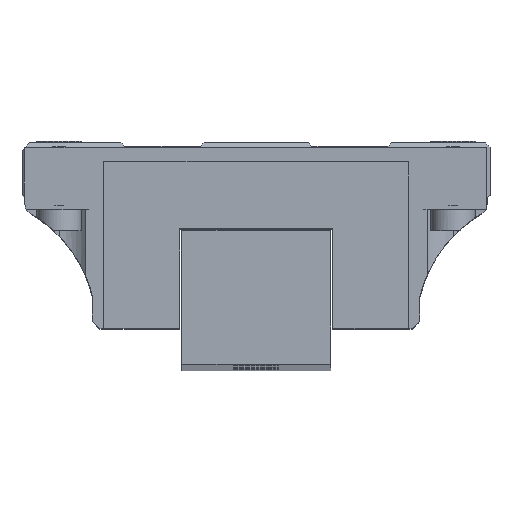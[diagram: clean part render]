
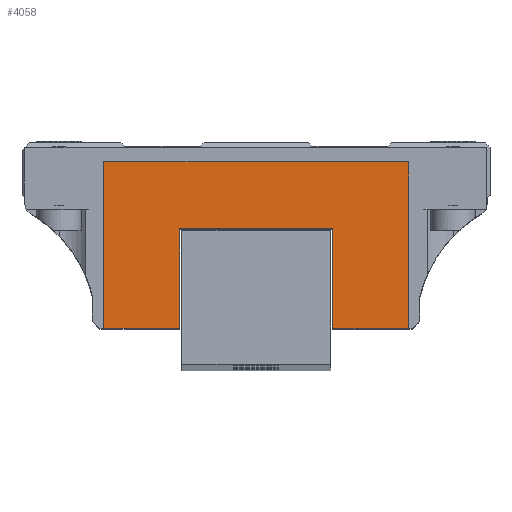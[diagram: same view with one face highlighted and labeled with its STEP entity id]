
A CAD part, top view. The second image highlights one B-rep face of the part: STEP entity #4058.
In plain terms, the highlighted planar face has unit normal (0, 0, 1).
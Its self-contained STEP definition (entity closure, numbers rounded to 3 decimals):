
#2109=DIRECTION('',(0.,-1.,0.));
#2110=VECTOR('',#2109,22.4);
#2111=CARTESIAN_POINT('',(-20.5,12.9,33.9));
#2112=LINE('',#2111,#2110);
#2113=DIRECTION('',(-1.,0.,0.));
#2114=VECTOR('',#2113,41.);
#2115=CARTESIAN_POINT('',(20.5,12.9,33.9));
#2116=LINE('',#2115,#2114);
#2117=DIRECTION('',(0.,1.,0.));
#2118=VECTOR('',#2117,22.4);
#2119=CARTESIAN_POINT('',(20.5,-9.5,33.9));
#2120=LINE('',#2119,#2118);
#2121=DIRECTION('',(1.,0.,0.));
#2122=VECTOR('',#2121,10.2);
#2123=CARTESIAN_POINT('',(10.3,-9.5,33.9));
#2124=LINE('',#2123,#2122);
#2125=DIRECTION('',(0.,-1.,0.));
#2126=VECTOR('',#2125,13.4);
#2127=CARTESIAN_POINT('',(10.3,3.9,33.9));
#2128=LINE('',#2127,#2126);
#2129=DIRECTION('',(1.,0.,0.));
#2130=VECTOR('',#2129,20.6);
#2131=CARTESIAN_POINT('',(-10.3,3.9,33.9));
#2132=LINE('',#2131,#2130);
#2133=DIRECTION('',(0.,1.,0.));
#2134=VECTOR('',#2133,13.4);
#2135=CARTESIAN_POINT('',(-10.3,-9.5,33.9));
#2136=LINE('',#2135,#2134);
#2137=DIRECTION('',(1.,0.,0.));
#2138=VECTOR('',#2137,10.2);
#2139=CARTESIAN_POINT('',(-20.5,-9.5,33.9));
#2140=LINE('',#2139,#2138);
#3206=CARTESIAN_POINT('',(-20.5,12.9,33.9));
#3207=CARTESIAN_POINT('',(-20.5,-9.5,33.9));
#3208=VERTEX_POINT('',#3206);
#3209=VERTEX_POINT('',#3207);
#3210=CARTESIAN_POINT('',(-10.3,-9.5,33.9));
#3211=VERTEX_POINT('',#3210);
#3212=CARTESIAN_POINT('',(-10.3,3.9,33.9));
#3213=VERTEX_POINT('',#3212);
#3214=CARTESIAN_POINT('',(10.3,3.9,33.9));
#3215=CARTESIAN_POINT('',(10.3,-9.5,33.9));
#3216=VERTEX_POINT('',#3214);
#3217=VERTEX_POINT('',#3215);
#3218=CARTESIAN_POINT('',(20.5,-9.5,33.9));
#3219=VERTEX_POINT('',#3218);
#3220=CARTESIAN_POINT('',(20.5,12.9,33.9));
#3221=VERTEX_POINT('',#3220);
#4043=CARTESIAN_POINT('',(0.,0.,33.9));
#4044=DIRECTION('',(0.,0.,1.));
#4045=DIRECTION('',(1.,0.,0.));
#4046=AXIS2_PLACEMENT_3D('',#4043,#4044,#4045);
#4047=PLANE('',#4046);
#4048=ORIENTED_EDGE('',*,*,#3565,.F.);
#4049=ORIENTED_EDGE('',*,*,#3580,.F.);
#4050=ORIENTED_EDGE('',*,*,#3594,.F.);
#4051=ORIENTED_EDGE('',*,*,#3621,.F.);
#4052=ORIENTED_EDGE('',*,*,#3947,.F.);
#4053=ORIENTED_EDGE('',*,*,#4037,.F.);
#4054=ORIENTED_EDGE('',*,*,#3907,.F.);
#4055=ORIENTED_EDGE('',*,*,#3749,.F.);
#4056=EDGE_LOOP('',(#4048,#4049,#4050,#4051,#4052,#4053,#4054,#4055));
#4057=FACE_OUTER_BOUND('',#4056,.F.);
#4058=ADVANCED_FACE('',(#4057),#4047,.T.);
#3565=EDGE_CURVE('',#3208,#3209,#2112,.T.);
#3580=EDGE_CURVE('',#3221,#3208,#2116,.T.);
#3594=EDGE_CURVE('',#3219,#3221,#2120,.T.);
#3621=EDGE_CURVE('',#3217,#3219,#2124,.T.);
#3749=EDGE_CURVE('',#3209,#3211,#2140,.T.);
#3907=EDGE_CURVE('',#3211,#3213,#2136,.T.);
#3947=EDGE_CURVE('',#3216,#3217,#2128,.T.);
#4037=EDGE_CURVE('',#3213,#3216,#2132,.T.);
